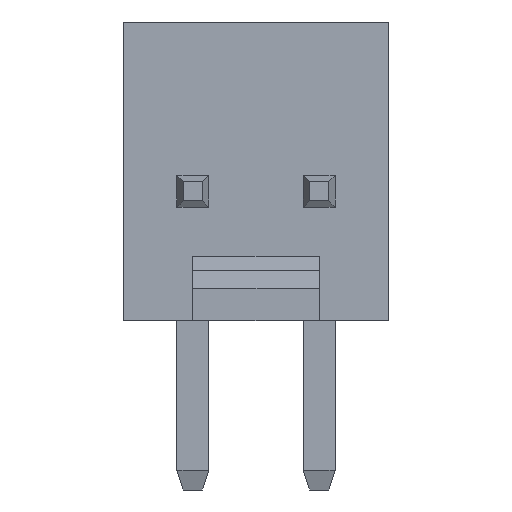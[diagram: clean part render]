
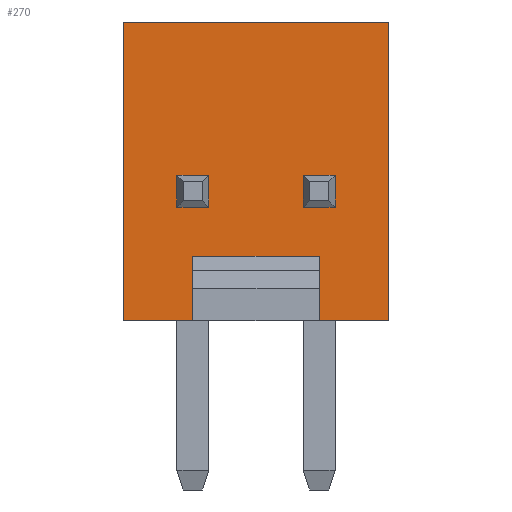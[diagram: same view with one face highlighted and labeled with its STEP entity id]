
A CAD part, front view. The second image highlights one B-rep face of the part: STEP entity #270.
In plain terms, the highlighted planar face has unit normal (0, -1, 0).
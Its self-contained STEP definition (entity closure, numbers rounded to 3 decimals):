
#270=ADVANCED_FACE('',(#623),#625,.T.);
#623=FACE_BOUND('',#624,.T.);
#624=EDGE_LOOP('',(#906,#907,#908,#909,#910,#911,#912,#913));
#625=PLANE('',#626);
#626=AXIS2_PLACEMENT_3D('',#627,#628,#629);
#627=CARTESIAN_POINT('',(3.935,-5.4,1.));
#628=DIRECTION('',(0.,-1.,0.));
#629=DIRECTION('',(0.,0.,1.));
#906=ORIENTED_EDGE('',*,*,#1094,.T.);
#907=ORIENTED_EDGE('',*,*,#1084,.T.);
#908=ORIENTED_EDGE('',*,*,#1095,.F.);
#909=ORIENTED_EDGE('',*,*,#1068,.F.);
#910=ORIENTED_EDGE('',*,*,#1096,.F.);
#911=ORIENTED_EDGE('',*,*,#1097,.F.);
#912=ORIENTED_EDGE('',*,*,#1098,.T.);
#913=ORIENTED_EDGE('',*,*,#1064,.F.);
#1064=EDGE_CURVE('',#1170,#1172,#1173,.F.);
#1068=EDGE_CURVE('',#1178,#1180,#1181,.F.);
#1084=EDGE_CURVE('',#1212,#1210,#1213,.T.);
#1094=EDGE_CURVE('',#1170,#1212,#1225,.T.);
#1095=EDGE_CURVE('',#1180,#1210,#1226,.T.);
#1096=EDGE_CURVE('',#1227,#1178,#1228,.T.);
#1097=EDGE_CURVE('',#1229,#1227,#1230,.T.);
#1098=EDGE_CURVE('',#1229,#1172,#1231,.T.);
#1170=VERTEX_POINT('',#1345);
#1172=VERTEX_POINT('',#1349);
#1173=LINE('',#1350,#1351);
#1178=VERTEX_POINT('',#1361);
#1180=VERTEX_POINT('',#1365);
#1181=LINE('',#1366,#1367);
#1210=VERTEX_POINT('',#1425);
#1212=VERTEX_POINT('',#1429);
#1213=LINE('',#1430,#1431);
#1225=LINE('',#1462,#1463);
#1226=LINE('',#1465,#1466);
#1227=VERTEX_POINT('',#1468);
#1228=LINE('',#1469,#1470);
#1229=VERTEX_POINT('',#1472);
#1230=LINE('',#1473,#1474);
#1231=LINE('',#1476,#1477);
#1345=CARTESIAN_POINT('',(3.935,-5.4,0.));
#1349=CARTESIAN_POINT('',(2.54,-5.4,0.));
#1350=CARTESIAN_POINT('',(2.54,-5.4,0.));
#1351=VECTOR('',#1352,1.);
#1352=DIRECTION('',(1.,0.,0.));
#1361=CARTESIAN_POINT('',(0.,-5.4,0.));
#1365=CARTESIAN_POINT('',(-1.395,-5.4,0.));
#1366=CARTESIAN_POINT('',(-1.395,-5.4,0.));
#1367=VECTOR('',#1368,1.);
#1368=DIRECTION('',(1.,0.,0.));
#1425=CARTESIAN_POINT('',(-1.395,-5.4,6.));
#1429=CARTESIAN_POINT('',(3.935,-5.4,6.));
#1430=CARTESIAN_POINT('',(3.935,-5.4,6.));
#1431=VECTOR('',#1432,1.);
#1432=DIRECTION('',(-1.,0.,0.));
#1462=CARTESIAN_POINT('',(3.935,-5.4,0.));
#1463=VECTOR('',#1464,1.);
#1464=DIRECTION('',(0.,0.,1.));
#1465=CARTESIAN_POINT('',(-1.395,-5.4,0.));
#1466=VECTOR('',#1467,1.);
#1467=DIRECTION('',(0.,0.,1.));
#1468=CARTESIAN_POINT('',(0.,-5.4,1.));
#1469=CARTESIAN_POINT('',(0.,-5.4,1.));
#1470=VECTOR('',#1471,1.);
#1471=DIRECTION('',(0.,0.,-1.));
#1472=CARTESIAN_POINT('',(2.54,-5.4,1.));
#1473=CARTESIAN_POINT('',(2.54,-5.4,1.));
#1474=VECTOR('',#1475,1.);
#1475=DIRECTION('',(-1.,0.,0.));
#1476=CARTESIAN_POINT('',(2.54,-5.4,1.));
#1477=VECTOR('',#1478,1.);
#1478=DIRECTION('',(0.,0.,-1.));
